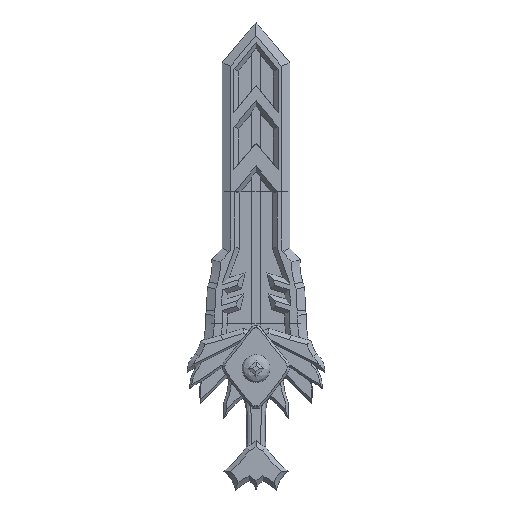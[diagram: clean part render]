
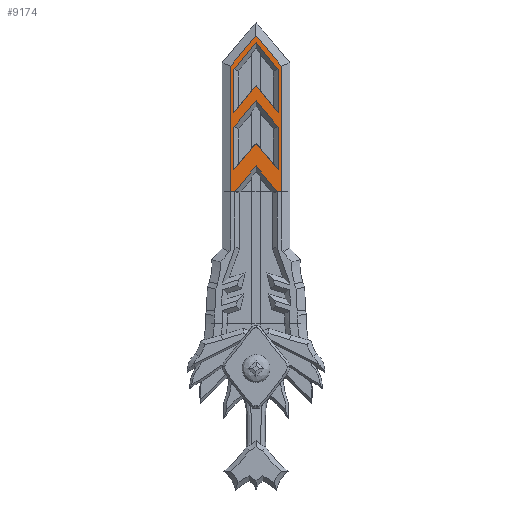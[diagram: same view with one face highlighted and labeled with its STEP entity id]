
A CAD part, top view. The second image highlights one B-rep face of the part: STEP entity #9174.
In plain terms, the highlighted planar face has unit normal (0, 0, 1).
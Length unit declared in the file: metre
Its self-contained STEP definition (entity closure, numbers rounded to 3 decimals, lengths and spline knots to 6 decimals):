
#661=B_SPLINE_CURVE_WITH_KNOTS('',3,(#23793,#23794,#23795,#23796),
 .UNSPECIFIED.,.F.,.F.,(4,4),(0.,1.),.UNSPECIFIED.);
#663=B_SPLINE_CURVE_WITH_KNOTS('',3,(#23854,#23855,#23856,#23857),
 .UNSPECIFIED.,.F.,.F.,(4,4),(0.,1.),.UNSPECIFIED.);
#1522=LINE('',#23554,#2186);
#1530=LINE('',#23570,#2194);
#1573=LINE('',#23691,#2237);
#1575=LINE('',#23695,#2239);
#1577=LINE('',#23699,#2241);
#1579=LINE('',#23703,#2243);
#1581=LINE('',#23707,#2245);
#1583=LINE('',#23711,#2247);
#1586=LINE('',#23717,#2250);
#1587=LINE('',#23719,#2251);
#1589=LINE('',#23723,#2253);
#1592=LINE('',#23729,#2256);
#1593=LINE('',#23731,#2257);
#1595=LINE('',#23735,#2259);
#1596=LINE('',#23864,#2260);
#1598=LINE('',#23867,#2262);
#1606=LINE('',#23882,#2270);
#1612=LINE('',#23893,#2276);
#2186=VECTOR('',#11903,1.);
#2194=VECTOR('',#11911,1.);
#2237=VECTOR('',#11976,1.);
#2239=VECTOR('',#11980,1.);
#2241=VECTOR('',#11984,1.);
#2243=VECTOR('',#11988,1.);
#2245=VECTOR('',#11992,1.);
#2247=VECTOR('',#11996,1.);
#2250=VECTOR('',#12001,1.);
#2251=VECTOR('',#12004,1.);
#2253=VECTOR('',#12008,1.);
#2256=VECTOR('',#12013,1.);
#2257=VECTOR('',#12016,1.);
#2259=VECTOR('',#12020,1.);
#2260=VECTOR('',#12023,1.);
#2262=VECTOR('',#12027,1.);
#2270=VECTOR('',#12037,1.);
#2276=VECTOR('',#12053,1.);
#4335=ORIENTED_EDGE('',*,*,#6090,.T.);
#4336=ORIENTED_EDGE('',*,*,#6088,.F.);
#4337=ORIENTED_EDGE('',*,*,#6087,.F.);
#4338=ORIENTED_EDGE('',*,*,#6084,.F.);
#4339=ORIENTED_EDGE('',*,*,#6082,.T.);
#4340=ORIENTED_EDGE('',*,*,#6081,.T.);
#4341=ORIENTED_EDGE('',*,*,#6078,.T.);
#4342=ORIENTED_EDGE('',*,*,#6076,.F.);
#4343=ORIENTED_EDGE('',*,*,#6074,.F.);
#4344=ORIENTED_EDGE('',*,*,#6072,.F.);
#4345=ORIENTED_EDGE('',*,*,#6070,.T.);
#4346=ORIENTED_EDGE('',*,*,#6068,.T.);
#4347=ORIENTED_EDGE('',*,*,#6112,.T.);
#4348=ORIENTED_EDGE('',*,*,#6021,.T.);
#4349=ORIENTED_EDGE('',*,*,#6106,.F.);
#4350=ORIENTED_EDGE('',*,*,#6098,.T.);
#4351=ORIENTED_EDGE('',*,*,#6013,.T.);
#4352=ORIENTED_EDGE('',*,*,#6096,.T.);
#4353=ORIENTED_EDGE('',*,*,#6094,.T.);
#4354=ORIENTED_EDGE('',*,*,#6092,.T.);
#6013=EDGE_CURVE('',#7055,#7054,#1522,.T.);
#6021=EDGE_CURVE('',#7063,#7062,#1530,.T.);
#6068=EDGE_CURVE('',#7100,#7099,#1573,.T.);
#6070=EDGE_CURVE('',#7101,#7100,#1575,.T.);
#6072=EDGE_CURVE('',#7101,#7102,#1577,.T.);
#6074=EDGE_CURVE('',#7102,#7103,#1579,.T.);
#6076=EDGE_CURVE('',#7103,#7104,#1581,.T.);
#6078=EDGE_CURVE('',#7099,#7104,#1583,.T.);
#6081=EDGE_CURVE('',#7105,#7106,#1586,.T.);
#6082=EDGE_CURVE('',#7107,#7105,#1587,.T.);
#6084=EDGE_CURVE('',#7107,#7108,#1589,.T.);
#6087=EDGE_CURVE('',#7108,#7109,#1592,.T.);
#6088=EDGE_CURVE('',#7109,#7110,#1593,.T.);
#6090=EDGE_CURVE('',#7106,#7110,#1595,.T.);
#6092=EDGE_CURVE('',#7112,#7111,#661,.T.);
#6094=EDGE_CURVE('',#7113,#7112,#663,.T.);
#6096=EDGE_CURVE('',#7054,#7113,#1596,.T.);
#6098=EDGE_CURVE('',#7114,#7055,#1598,.T.);
#6106=EDGE_CURVE('',#7114,#7062,#1606,.T.);
#6112=EDGE_CURVE('',#7111,#7063,#1612,.T.);
#7054=VERTEX_POINT('',#23553);
#7055=VERTEX_POINT('',#23555);
#7062=VERTEX_POINT('',#23569);
#7063=VERTEX_POINT('',#23571);
#7099=VERTEX_POINT('',#23690);
#7100=VERTEX_POINT('',#23692);
#7101=VERTEX_POINT('',#23696);
#7102=VERTEX_POINT('',#23700);
#7103=VERTEX_POINT('',#23704);
#7104=VERTEX_POINT('',#23708);
#7105=VERTEX_POINT('',#23714);
#7106=VERTEX_POINT('',#23716);
#7107=VERTEX_POINT('',#23720);
#7108=VERTEX_POINT('',#23724);
#7109=VERTEX_POINT('',#23728);
#7110=VERTEX_POINT('',#23732);
#7111=VERTEX_POINT('',#23792);
#7112=VERTEX_POINT('',#23797);
#7113=VERTEX_POINT('',#23858);
#7114=VERTEX_POINT('',#23868);
#7868=EDGE_LOOP('',(#4335,#4336,#4337,#4338,#4339,#4340));
#7869=EDGE_LOOP('',(#4341,#4342,#4343,#4344,#4345,#4346));
#7870=EDGE_LOOP('',(#4347,#4348,#4349,#4350,#4351,#4352,#4353,#4354));
#8400=FACE_BOUND('',#7868,.T.);
#8401=FACE_BOUND('',#7869,.T.);
#8402=FACE_BOUND('',#7870,.T.);
#8749=PLANE('',#11063);
#9174=ADVANCED_FACE('',(#8400,#8401,#8402),#8749,.T.);
#11063=AXIS2_PLACEMENT_3D('',#23894,#12054,#12055);
#11903=DIRECTION('',(1.,0.,0.));
#11911=DIRECTION('',(1.,0.,0.));
#11976=DIRECTION('',(0.,-1.,0.));
#11980=DIRECTION('',(0.631,-0.776,0.));
#11984=DIRECTION('',(-0.631,-0.776,0.));
#11988=DIRECTION('',(0.,-1.,0.));
#11992=DIRECTION('',(0.631,0.776,0.));
#11996=DIRECTION('',(-0.631,0.776,0.));
#12001=DIRECTION('',(0.,-1.,0.));
#12004=DIRECTION('',(0.644,-0.765,0.));
#12008=DIRECTION('',(-0.644,-0.765,0.));
#12013=DIRECTION('',(0.,-1.,0.));
#12016=DIRECTION('',(0.644,0.765,0.));
#12020=DIRECTION('',(-0.644,0.765,0.));
#12023=DIRECTION('',(0.,1.,0.));
#12027=DIRECTION('',(0.631,-0.776,0.));
#12037=DIRECTION('',(-0.631,-0.776,0.));
#12053=DIRECTION('',(0.,-1.,0.));
#12054=DIRECTION('',(0.,0.,1.));
#12055=DIRECTION('',(1.,0.,0.));
#23553=CARTESIAN_POINT('',(-0.03626,0.311,0.02));
#23554=CARTESIAN_POINT('',(-0.063635,0.311,0.02));
#23555=CARTESIAN_POINT('',(-0.041126,0.311,0.02));
#23569=CARTESIAN_POINT('',(-0.086145,0.311,0.02));
#23570=CARTESIAN_POINT('',(-0.063635,0.311,0.02));
#23571=CARTESIAN_POINT('',(-0.091011,0.311,0.02));
#23690=CARTESIAN_POINT('',(-0.039915,0.39598,0.02));
#23691=CARTESIAN_POINT('',(-0.039915,0.419233,0.02));
#23692=CARTESIAN_POINT('',(-0.039915,0.442486,0.02));
#23695=CARTESIAN_POINT('',(-0.061393,0.46887,0.02));
#23696=CARTESIAN_POINT('',(-0.063635,0.471625,0.02));
#23699=CARTESIAN_POINT('',(-0.077738,0.4543,0.02));
#23700=CARTESIAN_POINT('',(-0.087356,0.442486,0.02));
#23703=CARTESIAN_POINT('',(-0.087356,0.419233,0.02));
#23704=CARTESIAN_POINT('',(-0.087356,0.39598,0.02));
#23707=CARTESIAN_POINT('',(-0.065878,0.422365,0.02));
#23708=CARTESIAN_POINT('',(-0.063635,0.42512,0.02));
#23711=CARTESIAN_POINT('',(-0.049533,0.407795,0.02));
#23714=CARTESIAN_POINT('',(-0.039915,0.380326,0.02));
#23716=CARTESIAN_POINT('',(-0.039915,0.334981,0.02));
#23717=CARTESIAN_POINT('',(-0.039915,0.357654,0.02));
#23719=CARTESIAN_POINT('',(-0.061393,0.405811,0.02));
#23720=CARTESIAN_POINT('',(-0.063635,0.408472,0.02));
#23723=CARTESIAN_POINT('',(-0.077738,0.391738,0.02));
#23724=CARTESIAN_POINT('',(-0.087356,0.380326,0.02));
#23728=CARTESIAN_POINT('',(-0.087356,0.334981,0.02));
#23729=CARTESIAN_POINT('',(-0.087356,0.357654,0.02));
#23731=CARTESIAN_POINT('',(-0.065878,0.360466,0.02));
#23732=CARTESIAN_POINT('',(-0.063635,0.363127,0.02));
#23735=CARTESIAN_POINT('',(-0.049533,0.346393,0.02));
#23792=CARTESIAN_POINT('',(-0.091011,0.445805,0.02));
#23793=CARTESIAN_POINT('',(-0.063635,0.478693,0.02));
#23794=CARTESIAN_POINT('',(-0.07212,0.468106,0.02));
#23795=CARTESIAN_POINT('',(-0.081245,0.457143,0.02));
#23796=CARTESIAN_POINT('',(-0.091011,0.445805,0.02));
#23797=CARTESIAN_POINT('',(-0.063635,0.478693,0.02));
#23854=CARTESIAN_POINT('',(-0.03626,0.445805,0.02));
#23855=CARTESIAN_POINT('',(-0.046026,0.457143,0.02));
#23856=CARTESIAN_POINT('',(-0.055151,0.468106,0.02));
#23857=CARTESIAN_POINT('',(-0.063635,0.478693,0.02));
#23858=CARTESIAN_POINT('',(-0.03626,0.445805,0.02));
#23864=CARTESIAN_POINT('',(-0.03626,0.449155,0.02));
#23867=CARTESIAN_POINT('',(-0.061393,0.335919,0.02));
#23868=CARTESIAN_POINT('',(-0.063635,0.338677,0.02));
#23882=CARTESIAN_POINT('',(-0.077163,0.322044,0.02));
#23893=CARTESIAN_POINT('',(-0.091011,0.241768,0.02));
#23894=CARTESIAN_POINT('',(-0.063635,0.241768,0.02));
